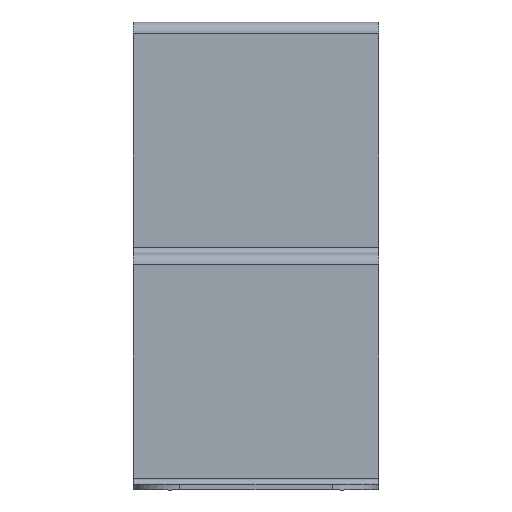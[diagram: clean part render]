
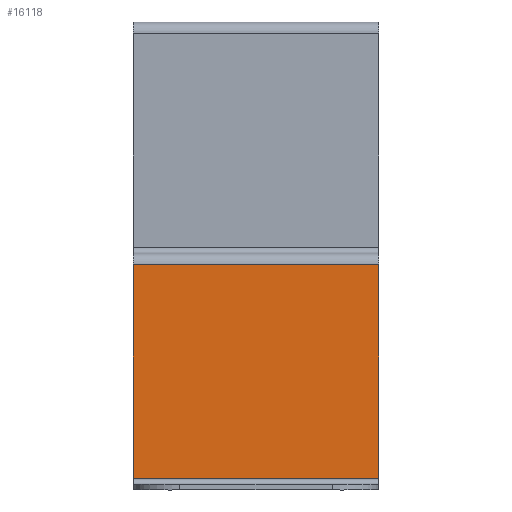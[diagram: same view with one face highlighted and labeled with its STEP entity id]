
A CAD part, front view. The second image highlights one B-rep face of the part: STEP entity #16118.
In plain terms, the highlighted planar face has unit normal (0, -1, 0).
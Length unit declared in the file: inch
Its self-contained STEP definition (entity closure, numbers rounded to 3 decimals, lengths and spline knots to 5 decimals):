
#1273=FACE_OUTER_BOUND('',#2115,.T.);
#2115=EDGE_LOOP('',(#13704,#13705,#13706,#13707));
#4486=LINE('',#29738,#6189);
#4489=LINE('',#29744,#6192);
#4492=LINE('',#29751,#6195);
#4494=LINE('',#29758,#6197);
#6189=VECTOR('',#19362,0.3937);
#6192=VECTOR('',#19367,0.3937);
#6195=VECTOR('',#19374,0.3937);
#6197=VECTOR('',#19382,0.17856);
#7762=VERTEX_POINT('',#29729);
#7763=VERTEX_POINT('',#29733);
#7765=VERTEX_POINT('',#29742);
#7767=VERTEX_POINT('',#29750);
#10077=EDGE_CURVE('',#7762,#7763,#4486,.T.);
#10080=EDGE_CURVE('',#7763,#7765,#4489,.T.);
#10083=EDGE_CURVE('',#7765,#7767,#4492,.T.);
#10087=EDGE_CURVE('',#7767,#7762,#4494,.T.);
#13704=ORIENTED_EDGE('',*,*,#10077,.T.);
#13705=ORIENTED_EDGE('',*,*,#10080,.T.);
#13706=ORIENTED_EDGE('',*,*,#10083,.T.);
#13707=ORIENTED_EDGE('',*,*,#10087,.T.);
#15331=PLANE('',#16677);
#16118=ADVANCED_FACE('',(#1273),#15331,.T.);
#16677=AXIS2_PLACEMENT_3D('',#29770,#19397,#19398);
#19362=DIRECTION('',(1.,0.,0.));
#19367=DIRECTION('',(0.,0.,1.));
#19374=DIRECTION('',(-1.,0.,0.));
#19382=DIRECTION('',(0.,0.,-1.));
#19397=DIRECTION('center_axis',(0.,-1.,0.));
#19398=DIRECTION('ref_axis',(1.,0.,0.));
#29729=CARTESIAN_POINT('',(-2.65,-6.25,-9.752));
#29733=CARTESIAN_POINT('',(2.65,-6.25,-9.752));
#29738=CARTESIAN_POINT('',(-1.325,-6.25,-9.752));
#29742=CARTESIAN_POINT('',(2.65,-6.25,-5.124));
#29744=CARTESIAN_POINT('',(2.65,-6.25,-5.124));
#29750=CARTESIAN_POINT('',(-2.65,-6.25,-5.124));
#29751=CARTESIAN_POINT('',(0.,-6.25,-5.124));
#29758=CARTESIAN_POINT('',(-2.65,-6.25,-4.56304));
#29770=CARTESIAN_POINT('Origin',(0.,-6.25,
-7.35976));
